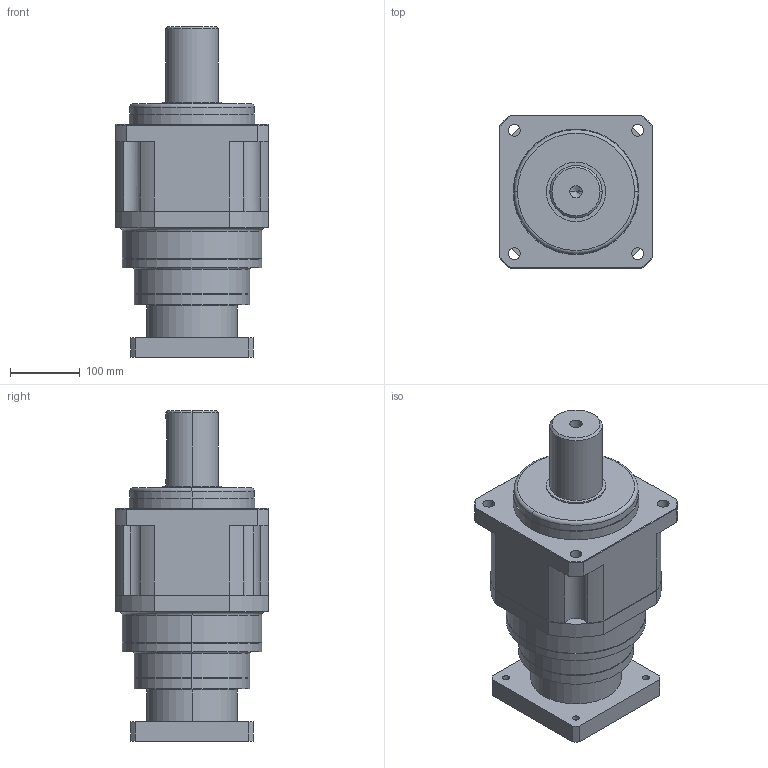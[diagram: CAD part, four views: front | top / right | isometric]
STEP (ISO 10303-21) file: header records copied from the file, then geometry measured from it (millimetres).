
FILE_DESCRIPTION (( 'STEP AP203' ), '1' );
FILE_NAME ('AB220-L3-K-35-114.3-200.stp', '2022-06-27T05:25:46', ( 'PC' ), ( 'Microsoft' ), 'SwSTEP 2.0', 'SolidWorks 2016', '' );
FILE_SCHEMA (( 'CONFIG_CONTROL_DESIGN' ));
Length unit declared in the file: millimetre
Products named in the file (1): AB220-L3-K-35-114.3-200
Bounding box: 220 x 220 x 473.5 mm (x, y, z)
Volume: 11780987.7 mm3; surface area: 437220.6 mm2
Topology: 1 solids, 1 shells, 155 faces, 382 edges, 243 vertices
Faces by surface type: cylinder 74, plane 53, cone 20, torus 8
Entity records: 4835 total; most frequent: CARTESIAN_POINT 950, DIRECTION 848, ORIENTED_EDGE 760, EDGE_CURVE 380, AXIS2_PLACEMENT_3D 339, VERTEX_POINT 243, EDGE_LOOP 187, CIRCLE 183
